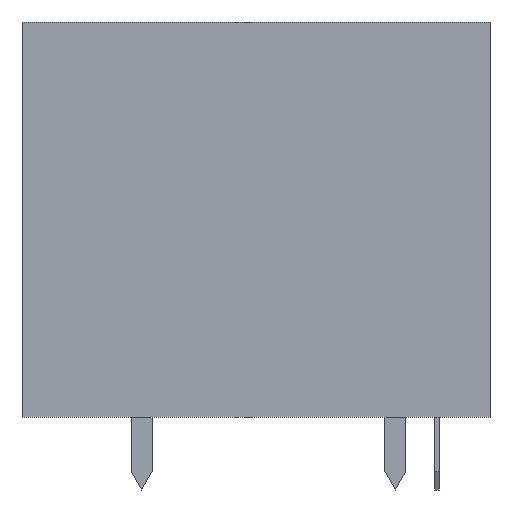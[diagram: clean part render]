
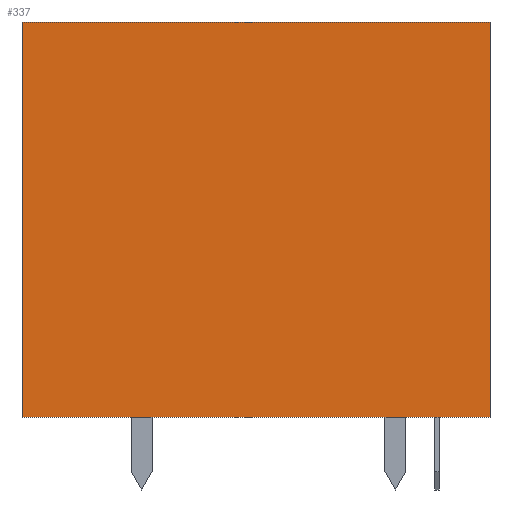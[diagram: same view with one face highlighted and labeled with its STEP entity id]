
A CAD part, front view. The second image highlights one B-rep face of the part: STEP entity #337.
In plain terms, the highlighted planar face has unit normal (0, -1, 0).
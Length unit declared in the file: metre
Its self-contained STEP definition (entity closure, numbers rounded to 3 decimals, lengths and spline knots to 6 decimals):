
#203 = EDGE_CURVE( '', #509, #510, #511, .T. );
#211 = EDGE_CURVE( '', #522, #523, #524, .T. );
#289 = EDGE_CURVE( '', #509, #522, #640, .T. );
#317 = EDGE_CURVE( '', #510, #523, #676, .T. );
#337 = ADVANCED_FACE( '', ( #699 ), #700, .F. );
#509 = VERTEX_POINT( '', #911 );
#510 = VERTEX_POINT( '', #912 );
#511 = LINE( '', #913, #914 );
#522 = VERTEX_POINT( '', #928 );
#523 = VERTEX_POINT( '', #929 );
#524 = LINE( '', #930, #931 );
#640 = LINE( '', #1098, #1099 );
#676 = LINE( '', #1156, #1157 );
#699 = FACE_OUTER_BOUND( '', #1194, .T. );
#700 = PLANE( '', #1195 );
#911 = CARTESIAN_POINT( '', ( -0.01125, -0.008256, 0.019036 ) );
#912 = CARTESIAN_POINT( '', ( 0.01125, -0.008256, 0.019036 ) );
#913 = CARTESIAN_POINT( '', ( -0.01125, -0.008256, 0.019036 ) );
#914 = VECTOR( '', #1398, 1. );
#928 = CARTESIAN_POINT( '', ( -0.01125, -0.008256, 0.000036 ) );
#929 = CARTESIAN_POINT( '', ( 0.01125, -0.008256, 0.000036 ) );
#930 = CARTESIAN_POINT( '', ( -0.01125, -0.008256, 0.000036 ) );
#931 = VECTOR( '', #1417, 1. );
#1098 = CARTESIAN_POINT( '', ( -0.01125, -0.008256, 0.019036 ) );
#1099 = VECTOR( '', #1568, 1. );
#1156 = CARTESIAN_POINT( '', ( 0.01125, -0.008256, 0.019036 ) );
#1157 = VECTOR( '', #1603, 1. );
#1194 = EDGE_LOOP( '', ( #1630, #1631, #1632, #1633 ) );
#1195 = AXIS2_PLACEMENT_3D( '', #1634, #1635, #1636 );
#1398 = DIRECTION( '', ( 1., 0., 0. ) );
#1417 = DIRECTION( '', ( 1., 0., 0. ) );
#1568 = DIRECTION( '', ( 0., 0., -1. ) );
#1603 = DIRECTION( '', ( 0., 0., -1. ) );
#1630 = ORIENTED_EDGE( '', *, *, #211, .T. );
#1631 = ORIENTED_EDGE( '', *, *, #317, .F. );
#1632 = ORIENTED_EDGE( '', *, *, #203, .F. );
#1633 = ORIENTED_EDGE( '', *, *, #289, .T. );
#1634 = CARTESIAN_POINT( '', ( -0.01125, -0.008256, 0.019036 ) );
#1635 = DIRECTION( '', ( 0., 1., 0. ) );
#1636 = DIRECTION( '', ( 1., 0., 0. ) );
